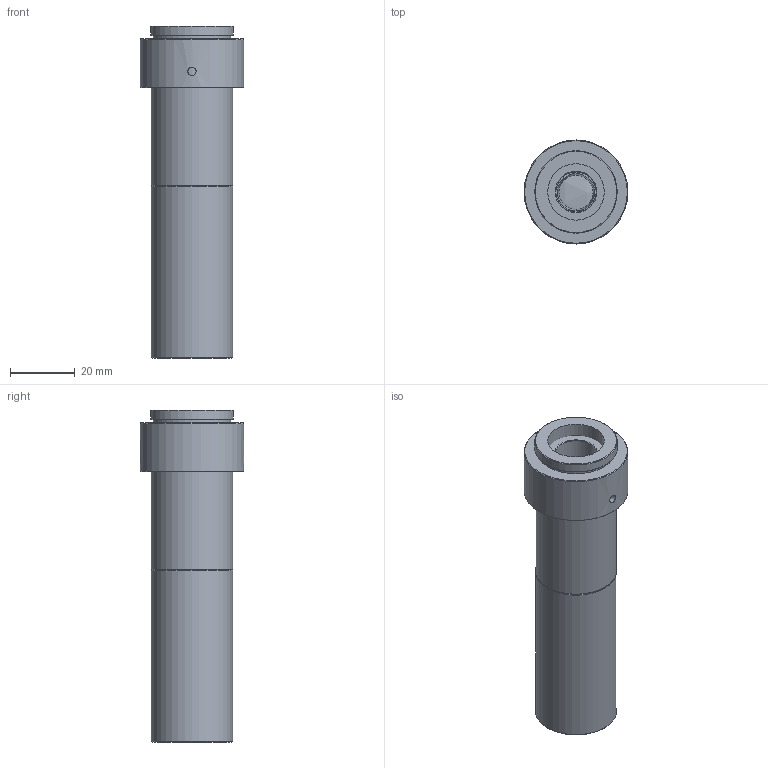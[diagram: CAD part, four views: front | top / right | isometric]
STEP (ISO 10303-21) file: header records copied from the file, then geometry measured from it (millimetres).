
FILE_DESCRIPTION(/* description */ (''),/* implementation_level */ '2;1');
FILE_NAME(/* name */ 'TL200040A_3D.stp',/* time_stamp */ '2020-05-16T14:31:58+08:00',/* author */ (''),/* organization */ (''),/* preprocessor_version */ 'ST-DEVELOPER v16',/* originating_system */ 'SIEMENS PLM Software NX 10.0',/* authorisation */ '');
FILE_SCHEMA (('AUTOMOTIVE_DESIGN { 1 0 10303 214 3 1 1 1 }'));
Length unit declared in the file: millimetre
Products named in the file (1): Admi2B289ACDerti
Bounding box: 32 x 32 x 102.23 mm (x, y, z)
Volume: 39417.5 mm3; surface area: 20086.9 mm2
Topology: 6 solids, 6 shells, 115 faces, 241 edges, 155 vertices
Faces by surface type: plane 43, cone 36, cylinder 32, bspline 2, sphere 2
Full cylindrical faces by diameter (mm): 2.5 x2, 10.527 x1, 12.4 x1, 13 x1, 14 x1, 14.6 x1, 16 x1, 16.4 x1, 17.4 x1, 17.8 x1, 18.2 x1, 18.4 x1, 19.8 x2, 20 x2, 20.4 x2, 21 x1, 21.4 x2, 21.6 x2, 24 x1, 25 x3, 25.4 x1, 32 x1
Entity records: 4948 total; most frequent: CARTESIAN_POINT 2742, DIRECTION 467, ORIENTED_EDGE 314, AXIS2_PLACEMENT_3D 216, EDGE_LOOP 207, FACE_BOUND 180, EDGE_CURVE 157, VERTEX_POINT 134
